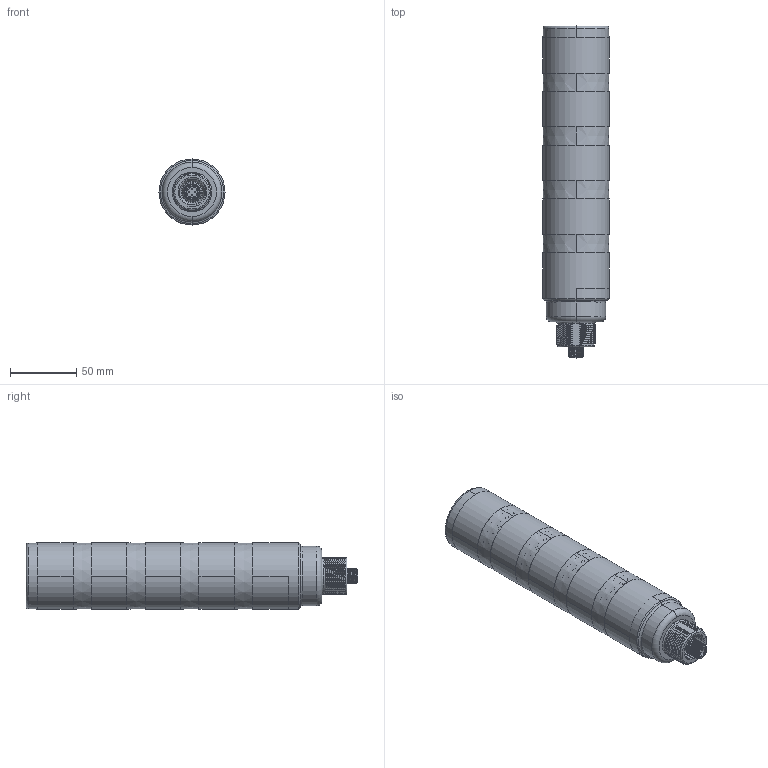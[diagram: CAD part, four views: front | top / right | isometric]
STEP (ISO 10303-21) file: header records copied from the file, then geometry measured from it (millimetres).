
FILE_DESCRIPTION((''),'2;1');
FILE_NAME('145178_SW','2009-02-10T',('banengservice'),('BANNER ENGINEERING'),'PRO/ENGINEER BY PARAMETRIC TECHNOLOGY CORPORATION, 2006170','PRO/ENGINEER BY PARAMETRIC TECHNOLOGY CORPORATION, 2006170','');
FILE_SCHEMA(('CONFIG_CONTROL_DESIGN'));
Products named in the file (1): 145178_SW
Bounding box: 50 x 251.25 x 50 mm (x, y, z)
Volume: 136280.5 mm3; surface area: 133522.2 mm2
Topology: 2 solids, 2 shells, 1676 faces, 4408 edges, 2851 vertices
Faces by surface type: plane 845, cylinder 465, cone 158, bspline 158, torus 50
Entity records: 85897 total; most frequent: CARTESIAN_POINT 45224, ORIENTED_EDGE 8816, DIRECTION 7997, EDGE_CURVE 4408, VERTEX_POINT 2851, AXIS2_PLACEMENT_3D 2780, VECTOR 2437, LINE 2437
